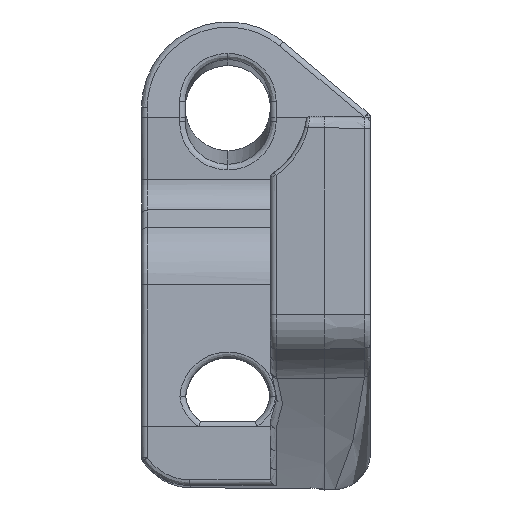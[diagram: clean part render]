
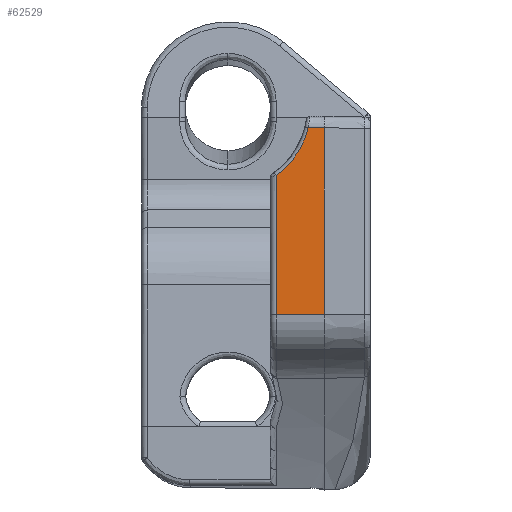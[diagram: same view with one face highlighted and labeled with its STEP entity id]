
A CAD part, left-side view. The second image highlights one B-rep face of the part: STEP entity #62529.
In plain terms, the highlighted planar face has unit normal (-1, 0, 0).
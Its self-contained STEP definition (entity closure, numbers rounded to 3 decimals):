
#15586=DIRECTION('',(0.,1.,0.));
#15587=VECTOR('',#15586,4.2);
#15588=CARTESIAN_POINT('',(-95.25,-8.4,-5.25));
#15589=LINE('',#15588,#15587);
#21887=CARTESIAN_POINT('',(-95.25,-6.997,11.));
#22024=CARTESIAN_POINT('',(-95.25,-8.4,11.));
#22043=DIRECTION('',(0.,0.,1.));
#22044=VECTOR('',#22043,16.25);
#22045=CARTESIAN_POINT('',(-95.25,-8.4,-5.25));
#22046=LINE('',#22045,#22044);
#22050=CARTESIAN_POINT('',(-95.25,0.,12.7));
#22051=DIRECTION('',(-1.,0.,0.));
#22052=DIRECTION('',(0.,-0.583,-0.812));
#22053=AXIS2_PLACEMENT_3D('',#22050,#22051,#22052);
#22058=DIRECTION('',(0.,1.,0.));
#22059=VECTOR('',#22058,1.403);
#22060=CARTESIAN_POINT('',(-95.25,-8.4,11.));
#22061=LINE('',#22060,#22059);
#22065=DIRECTION('',(0.,0.,-1.));
#22066=VECTOR('',#22065,12.102);
#22067=CARTESIAN_POINT('',(-95.25,-4.2,6.852));
#22068=LINE('',#22067,#22066);
#38604=VERTEX_POINT('',#22024);
#38610=CARTESIAN_POINT('',(-95.25,-8.4,-5.25));
#38612=VERTEX_POINT('',#38610);
#38883=CARTESIAN_POINT('',(-95.25,-4.2,-5.25));
#38884=VERTEX_POINT('',#38883);
#40055=VERTEX_POINT('',#21887);
#40057=CARTESIAN_POINT('',(-95.25,-4.2,6.852));
#40058=VERTEX_POINT('',#40057);
#62516=CARTESIAN_POINT('',(-95.25,-8.4,11.));
#62517=DIRECTION('',(1.,0.,0.));
#62518=DIRECTION('',(0.,0.,-1.));
#62519=AXIS2_PLACEMENT_3D('',#62516,#62517,#62518);
#62520=PLANE('',#62519);
#62522=ORIENTED_EDGE('',*,*,#62521,.T.);
#62523=ORIENTED_EDGE('',*,*,#62216,.F.);
#62524=ORIENTED_EDGE('',*,*,#62511,.F.);
#62525=ORIENTED_EDGE('',*,*,#52304,.T.);
#62526=ORIENTED_EDGE('',*,*,#52333,.F.);
#62527=EDGE_LOOP('',(#62522,#62523,#62524,#62525,#62526));
#62528=FACE_OUTER_BOUND('',#62527,.F.);
#22054=CIRCLE('',#22053,7.2);
#52304=EDGE_CURVE('',#38612,#38884,#15589,.T.);
#52333=EDGE_CURVE('',#40058,#38884,#22068,.T.);
#62216=EDGE_CURVE('',#38604,#40055,#22061,.T.);
#62511=EDGE_CURVE('',#38612,#38604,#22046,.T.);
#62521=EDGE_CURVE('',#40058,#40055,#22054,.T.);
#62529=ADVANCED_FACE('',(#62528),#62520,.F.);
